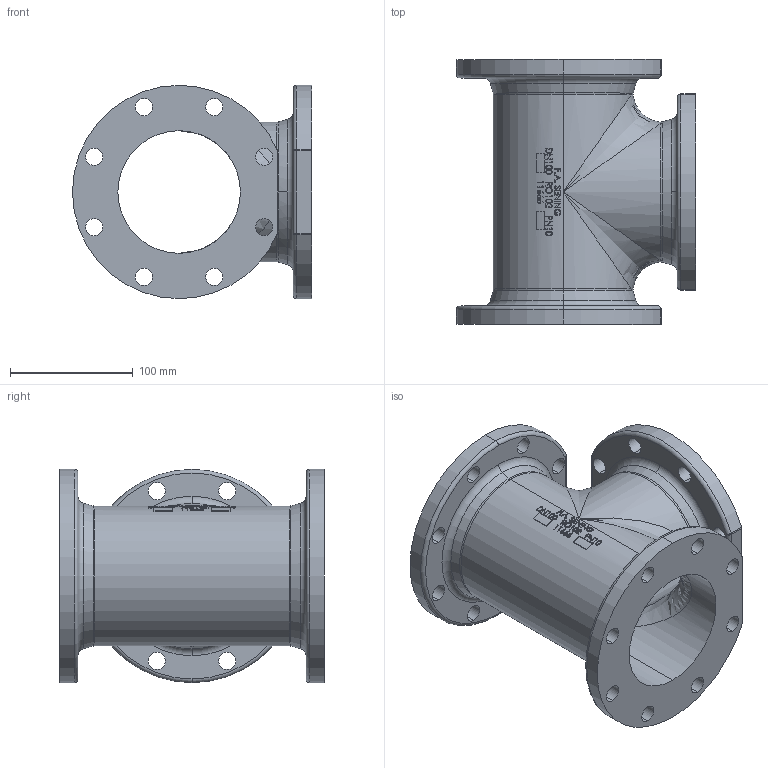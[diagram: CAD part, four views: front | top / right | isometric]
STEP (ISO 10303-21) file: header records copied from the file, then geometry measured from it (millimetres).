
FILE_DESCRIPTION (( 'STEP AP214' ), '1' );
FILE_NAME ('RO102_11666.STEP', '2012-09-24T11:31:57', ( 'Admin2' ), ( '' ), 'SwSTEP 2.0', 'SolidWorks 2010', '' );
FILE_SCHEMA (( 'AUTOMOTIVE_DESIGN' ));
Length unit declared in the file: millimetre
Products named in the file (1): RO102_11666
Bounding box: 195 x 216 x 174 mm (x, y, z)
Volume: 1158495.2 mm3; surface area: 266173.1 mm2
Topology: 1 solids, 1 shells, 468 faces, 1215 edges, 778 vertices
Faces by surface type: plane 171, bspline 135, cylinder 125, torus 23, sphere 8, cone 6
Entity records: 22801 total; most frequent: CARTESIAN_POINT 11635, ORIENTED_EDGE 2398, DIRECTION 1838, EDGE_CURVE 1199, VERTEX_POINT 778, AXIS2_PLACEMENT_3D 655, EDGE_LOOP 565, VECTOR 528
